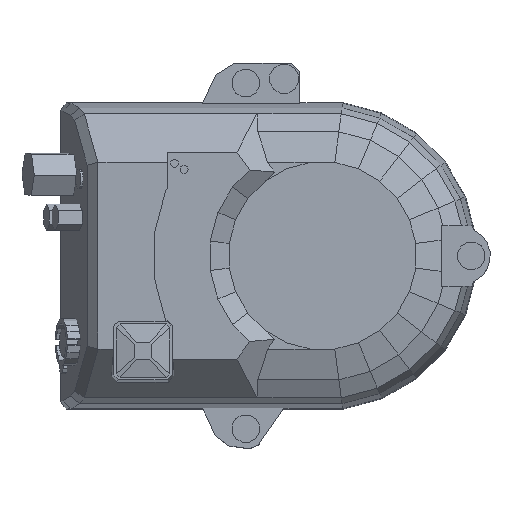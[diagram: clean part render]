
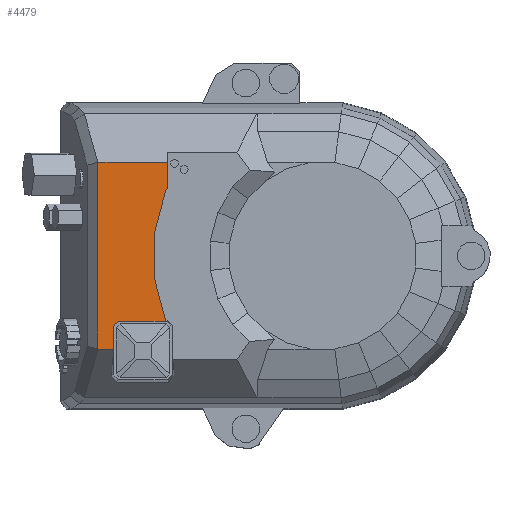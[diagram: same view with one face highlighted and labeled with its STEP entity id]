
A CAD part, top view. The second image highlights one B-rep face of the part: STEP entity #4479.
In plain terms, the highlighted planar face has unit normal (0, 0, 1).
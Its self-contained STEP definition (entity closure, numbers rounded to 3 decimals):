
#695 = VERTEX_POINT ( 'NONE', #5739 ) ;
#764 = VERTEX_POINT ( 'NONE', #5879 ) ;
#766 = EDGE_CURVE ( 'NONE', #695, #764, #5878, .T. ) ;
#969 = VERTEX_POINT ( 'NONE', #6172 ) ;
#1003 = EDGE_CURVE ( 'NONE', #1004, #969, #6245, .T. ) ;
#1004 = VERTEX_POINT ( 'NONE', #6241 ) ;
#1006 = VERTEX_POINT ( 'NONE', #6239 ) ;
#1008 = EDGE_CURVE ( 'NONE', #969, #1006, #6238, .T. ) ;
#1050 = EDGE_CURVE ( 'NONE', #1051, #1062, #6301, .T. ) ;
#1051 = VERTEX_POINT ( 'NONE', #6296 ) ;
#1062 = VERTEX_POINT ( 'NONE', #6345 ) ;
#1074 = EDGE_CURVE ( 'NONE', #695, #1142, #6391, .T. ) ;
#1089 = EDGE_CURVE ( 'NONE', #1062, #764, #6370, .T. ) ;
#1127 = EDGE_CURVE ( 'NONE', #1142, #1004, #6435, .T. ) ;
#1142 = VERTEX_POINT ( 'NONE', #6462 ) ;
#1412 = EDGE_CURVE ( 'NONE', #1413, #1051, #6910, .T. ) ;
#1413 = VERTEX_POINT ( 'NONE', #6903 ) ;
#4414 = ORIENTED_EDGE ( 'NONE', *, *, #1089, .T. ) ;
#4415 = ORIENTED_EDGE ( 'NONE', *, *, #766, .F. ) ;
#4416 = ORIENTED_EDGE ( 'NONE', *, *, #1074, .T. ) ;
#4417 = ORIENTED_EDGE ( 'NONE', *, *, #1127, .T. ) ;
#4418 = ORIENTED_EDGE ( 'NONE', *, *, #1003, .T. ) ;
#4479 = ADVANCED_FACE ( 'NONE', ( #11890 ), #11889, .T. ) ;
#4480 = EDGE_LOOP ( 'NONE', ( #4481, #4482, #4485, #4488, #4491, #4494, #4497, #4499, #4500, #4414, #4415, #4416, #4417, #4418 ) ) ;
#4481 = ORIENTED_EDGE ( 'NONE', *, *, #1008, .T. ) ;
#4482 = ORIENTED_EDGE ( 'NONE', *, *, #4483, .F. ) ;
#4483 = EDGE_CURVE ( 'NONE', #4484, #1006, #11884, .T. ) ;
#4484 = VERTEX_POINT ( 'NONE', #11880 ) ;
#4485 = ORIENTED_EDGE ( 'NONE', *, *, #4486, .F. ) ;
#4486 = EDGE_CURVE ( 'NONE', #4487, #4484, #11879, .T. ) ;
#4487 = VERTEX_POINT ( 'NONE', #11875 ) ;
#4488 = ORIENTED_EDGE ( 'NONE', *, *, #4489, .F. ) ;
#4489 = EDGE_CURVE ( 'NONE', #4490, #4487, #11874, .T. ) ;
#4490 = VERTEX_POINT ( 'NONE', #11870 ) ;
#4491 = ORIENTED_EDGE ( 'NONE', *, *, #4492, .F. ) ;
#4492 = EDGE_CURVE ( 'NONE', #4493, #4490, #11869, .T. ) ;
#4493 = VERTEX_POINT ( 'NONE', #11865 ) ;
#4494 = ORIENTED_EDGE ( 'NONE', *, *, #4495, .F. ) ;
#4495 = EDGE_CURVE ( 'NONE', #4496, #4493, #11926, .T. ) ;
#4496 = VERTEX_POINT ( 'NONE', #11922 ) ;
#4497 = ORIENTED_EDGE ( 'NONE', *, *, #4498, .F. ) ;
#4498 = EDGE_CURVE ( 'NONE', #1413, #4496, #11921, .T. ) ;
#4499 = ORIENTED_EDGE ( 'NONE', *, *, #1412, .T. ) ;
#4500 = ORIENTED_EDGE ( 'NONE', *, *, #1050, .T. ) ;
#5739 = CARTESIAN_POINT ( 'NONE',  ( -163.38, -67.674, 137. ) ) ;
#5875 = DIRECTION ( 'NONE',  ( 0.5, -0.866, 0. ) ) ;
#5876 = VECTOR ( 'NONE', #5875, 1000. ) ;
#5877 = CARTESIAN_POINT ( 'NONE',  ( -163.38, -67.674, 137. ) ) ;
#5878 = LINE ( 'NONE', #5877, #5876 ) ;
#5879 = CARTESIAN_POINT ( 'NONE',  ( -162.988, -68.354, 137. ) ) ;
#6172 = CARTESIAN_POINT ( 'NONE',  ( -163.38, 67.674, 137. ) ) ;
#6235 = DIRECTION ( 'NONE',  ( 0.5, 0.866, 0. ) ) ;
#6236 = VECTOR ( 'NONE', #6235, 1000. ) ;
#6237 = CARTESIAN_POINT ( 'NONE',  ( -163.38, 67.674, 137. ) ) ;
#6238 = LINE ( 'NONE', #6237, #6236 ) ;
#6239 = CARTESIAN_POINT ( 'NONE',  ( -161.328, 71.228, 137. ) ) ;
#6241 = CARTESIAN_POINT ( 'NONE',  ( -175.328, 23.082, 137. ) ) ;
#6242 = DIRECTION ( 'NONE',  ( 0.259, 0.966, 0. ) ) ;
#6243 = VECTOR ( 'NONE', #6242, 1000. ) ;
#6244 = CARTESIAN_POINT ( 'NONE',  ( -175.328, 23.082, 137. ) ) ;
#6245 = LINE ( 'NONE', #6244, #6243 ) ;
#6296 = CARTESIAN_POINT ( 'NONE',  ( -217.839, -73.463, 137. ) ) ;
#6298 = DIRECTION ( 'NONE',  ( 0.707, 0.707, 0. ) ) ;
#6299 = VECTOR ( 'NONE', #6298, 1000. ) ;
#6300 = CARTESIAN_POINT ( 'NONE',  ( -217.839, -73.463, 137. ) ) ;
#6301 = LINE ( 'NONE', #6300, #6299 ) ;
#6345 = CARTESIAN_POINT ( 'NONE',  ( -212.729, -68.354, 137. ) ) ;
#6367 = DIRECTION ( 'NONE',  ( 1., 0., 0. ) ) ;
#6368 = VECTOR ( 'NONE', #6367, 1000. ) ;
#6369 = CARTESIAN_POINT ( 'NONE',  ( 0., -68.354, 137. ) ) ;
#6370 = LINE ( 'NONE', #6369, #6368 ) ;
#6388 = DIRECTION ( 'NONE',  ( -0.259, 0.966, 0. ) ) ;
#6389 = VECTOR ( 'NONE', #6388, 1000. ) ;
#6390 = CARTESIAN_POINT ( 'NONE',  ( -163.38, -67.674, 137. ) ) ;
#6391 = LINE ( 'NONE', #6390, #6389 ) ;
#6429 = DIRECTION ( 'NONE',  ( 0., 1., 0. ) ) ;
#6430 = VECTOR ( 'NONE', #6429, 1000. ) ;
#6431 = CARTESIAN_POINT ( 'NONE',  ( -175.328, 0., 137. ) ) ;
#6435 = LINE ( 'NONE', #6431, #6430 ) ;
#6462 = CARTESIAN_POINT ( 'NONE',  ( -175.328, -23.082, 137. ) ) ;
#6903 = CARTESIAN_POINT ( 'NONE',  ( -217.839, -97.523, 137. ) ) ;
#6904 = DIRECTION ( 'NONE',  ( 0., 1., 0. ) ) ;
#6905 = VECTOR ( 'NONE', #6904, 1000. ) ;
#6906 = CARTESIAN_POINT ( 'NONE',  ( -217.839, 0., 137. ) ) ;
#6910 = LINE ( 'NONE', #6906, #6905 ) ;
#11865 = CARTESIAN_POINT ( 'NONE',  ( -234.212, -97.276, 137. ) ) ;
#11866 = DIRECTION ( 'NONE',  ( 0., 1., 0. ) ) ;
#11867 = VECTOR ( 'NONE', #11866, 1000. ) ;
#11868 = CARTESIAN_POINT ( 'NONE',  ( -234.212, 155.8, 137. ) ) ;
#11869 = LINE ( 'NONE', #11868, #11867 ) ;
#11870 = CARTESIAN_POINT ( 'NONE',  ( -234.212, 97.276, 137. ) ) ;
#11871 = DIRECTION ( 'NONE',  ( 0.517, 0.856, 0. ) ) ;
#11872 = VECTOR ( 'NONE', #11871, 1000. ) ;
#11873 = CARTESIAN_POINT ( 'NONE',  ( -234.212, 97.276, 137. ) ) ;
#11874 = LINE ( 'NONE', #11873, #11872 ) ;
#11875 = CARTESIAN_POINT ( 'NONE',  ( -234.063, 97.523, 137. ) ) ;
#11876 = DIRECTION ( 'NONE',  ( 1., 0., 0. ) ) ;
#11877 = VECTOR ( 'NONE', #11876, 1000. ) ;
#11878 = CARTESIAN_POINT ( 'NONE',  ( -255., 97.523, 137. ) ) ;
#11879 = LINE ( 'NONE', #11878, #11877 ) ;
#11880 = CARTESIAN_POINT ( 'NONE',  ( -161.328, 97.523, 137. ) ) ;
#11881 = DIRECTION ( 'NONE',  ( 0., -1., 0. ) ) ;
#11882 = VECTOR ( 'NONE', #11881, 1000. ) ;
#11883 = CARTESIAN_POINT ( 'NONE',  ( -161.328, 108., 137. ) ) ;
#11884 = LINE ( 'NONE', #11883, #11882 ) ;
#11885 = DIRECTION ( 'NONE',  ( 0., -1., 0. ) ) ;
#11886 = DIRECTION ( 'NONE',  ( 0., 0., 1. ) ) ;
#11887 = AXIS2_PLACEMENT_3D ( 'NONE', #11888, #11886, #11885 ) ;
#11888 = CARTESIAN_POINT ( 'NONE',  ( 0., 0., 137. ) ) ;
#11889 = PLANE ( 'NONE',  #11887 ) ;
#11890 = FACE_OUTER_BOUND ( 'NONE', #4480, .T. ) ;
#11918 = DIRECTION ( 'NONE',  ( -1., 0., 0. ) ) ;
#11919 = VECTOR ( 'NONE', #11918, 1000. ) ;
#11920 = CARTESIAN_POINT ( 'NONE',  ( -89.143, -97.523, 137. ) ) ;
#11921 = LINE ( 'NONE', #11920, #11919 ) ;
#11922 = CARTESIAN_POINT ( 'NONE',  ( -234.063, -97.523, 137. ) ) ;
#11923 = DIRECTION ( 'NONE',  ( -0.517, 0.856, 0. ) ) ;
#11924 = VECTOR ( 'NONE', #11923, 1000. ) ;
#11925 = CARTESIAN_POINT ( 'NONE',  ( -234.063, -97.523, 137. ) ) ;
#11926 = LINE ( 'NONE', #11925, #11924 ) ;
